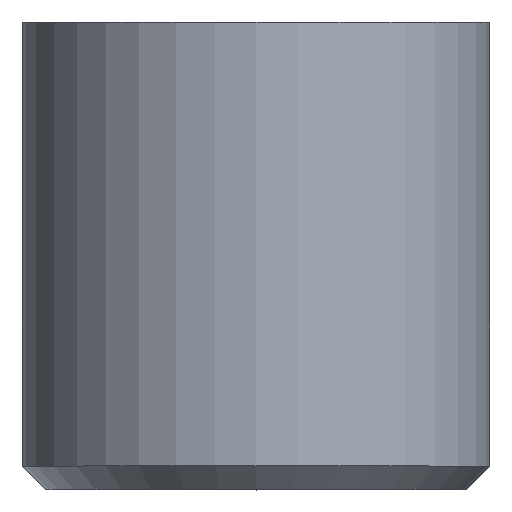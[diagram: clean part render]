
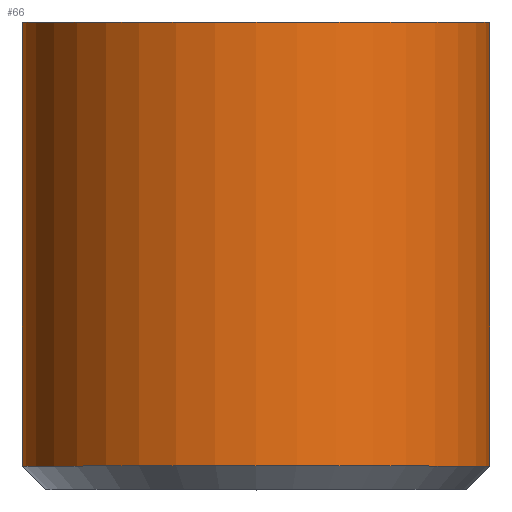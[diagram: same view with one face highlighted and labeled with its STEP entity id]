
A CAD part, top view. The second image highlights one B-rep face of the part: STEP entity #66.
In plain terms, the highlighted cylindrical face has radius 2 mm (diameter 4 mm), a full revolution.
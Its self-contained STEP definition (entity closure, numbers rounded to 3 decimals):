
#16=CYLINDRICAL_SURFACE('',#75,2.);
#19=FACE_BOUND('',#31,.T.);
#24=FACE_OUTER_BOUND('',#30,.T.);
#30=EDGE_LOOP('',(#55));
#31=EDGE_LOOP('',(#56));
#39=CIRCLE('',#74,2.);
#40=CIRCLE('',#76,2.);
#44=VERTEX_POINT('',#108);
#45=VERTEX_POINT('',#111);
#49=EDGE_CURVE('',#44,#44,#39,.T.);
#50=EDGE_CURVE('',#45,#45,#40,.T.);
#55=ORIENTED_EDGE('',*,*,#50,.F.);
#56=ORIENTED_EDGE('',*,*,#49,.F.);
#66=ADVANCED_FACE('',(#24,#19),#16,.T.);
#74=AXIS2_PLACEMENT_3D('',#109,#88,#89);
#75=AXIS2_PLACEMENT_3D('',#110,#90,#91);
#76=AXIS2_PLACEMENT_3D('',#112,#92,#93);
#88=DIRECTION('center_axis',(0.,-1.,0.));
#89=DIRECTION('ref_axis',(1.,0.,0.));
#90=DIRECTION('center_axis',(0.,1.,0.));
#91=DIRECTION('ref_axis',(-1.,0.,0.));
#92=DIRECTION('center_axis',(0.,1.,0.));
#93=DIRECTION('ref_axis',(-1.,0.,0.));
#108=CARTESIAN_POINT('',(-2.,0.2,0.));
#109=CARTESIAN_POINT('Origin',(0.,0.2,0.));
#110=CARTESIAN_POINT('Origin',(0.,2.,0.));
#111=CARTESIAN_POINT('',(-2.,4.,0.));
#112=CARTESIAN_POINT('Origin',(0.,4.,0.));
